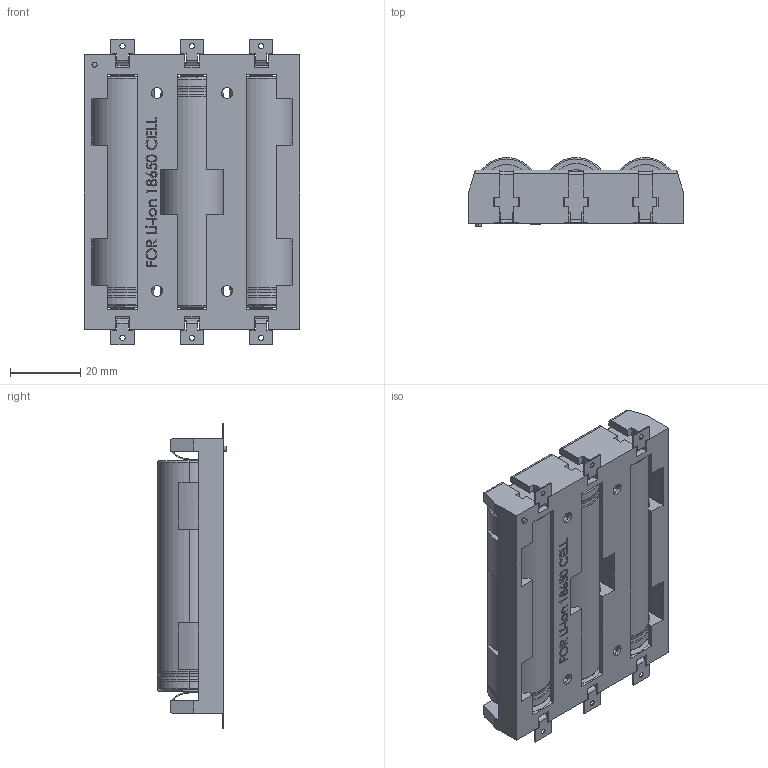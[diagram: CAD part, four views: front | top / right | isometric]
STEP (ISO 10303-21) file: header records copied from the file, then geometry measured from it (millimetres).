
FILE_DESCRIPTION (( 'STEP AP214' ), '1' );
FILE_NAME ('BatteryHolder3S.STEP', '2025-08-16T17:42:04', ( '' ), ( '' ), 'SwSTEP 2.0', 'SolidWorks 2024', '' );
FILE_SCHEMA (( 'AUTOMOTIVE_DESIGN' ));
Length unit declared in the file: millimetre
Products named in the file (4): BatteryCaseSpring; BatteryCasePlastic; Battery18650; BatteryHolder3S
Assembly tree (10 placements, depth 2):
  BatteryHolder3S
    BatteryCasePlastic
    BatteryCaseSpring  x6
    Battery18650  x3
Bounding box: 61.5 x 19.7 x 87.3 mm (x, y, z)
Volume: 64886.8 mm3; surface area: 28937.6 mm2
Topology: 10 solids, 10 shells, 775 faces, 2091 edges, 1368 vertices
Faces by surface type: plane 483, cylinder 144, bspline 103, torus 45
Entity records: 18861 total; most frequent: CARTESIAN_POINT 5258, ORIENTED_EDGE 2966, DIRECTION 2315, EDGE_CURVE 1483, LINE 989, VECTOR 989, VERTEX_POINT 972, AXIS2_PLACEMENT_3D 663
